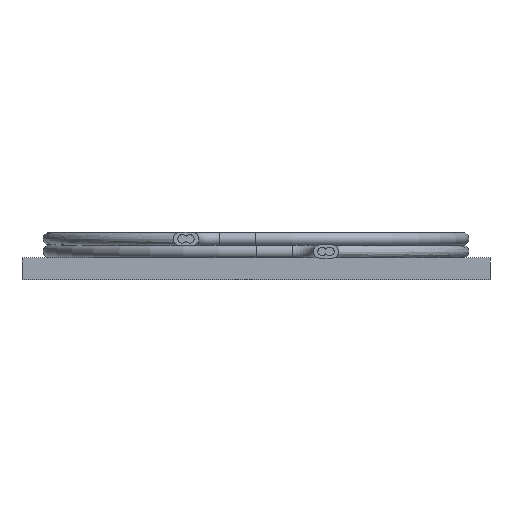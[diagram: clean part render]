
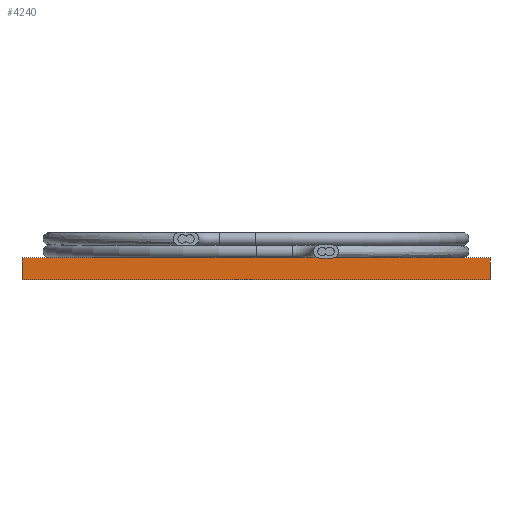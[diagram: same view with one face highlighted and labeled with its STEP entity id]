
A CAD part, front view. The second image highlights one B-rep face of the part: STEP entity #4240.
In plain terms, the highlighted face is planar.
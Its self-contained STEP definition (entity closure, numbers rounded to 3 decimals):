
#85=PLANE('',#4486);
#234=LINE('',#11241,#408);
#251=LINE('',#11376,#425);
#252=LINE('',#11378,#426);
#253=LINE('',#11380,#427);
#408=VECTOR('',#4980,1000.);
#425=VECTOR('',#4999,1000.);
#426=VECTOR('',#5000,1000.);
#427=VECTOR('',#5001,1000.);
#1222=ORIENTED_EDGE('',*,*,#1789,.T.);
#1223=ORIENTED_EDGE('',*,*,#1810,.F.);
#1224=ORIENTED_EDGE('',*,*,#1811,.F.);
#1225=ORIENTED_EDGE('',*,*,#1812,.T.);
#1789=EDGE_CURVE('',#2110,#2111,#234,.T.);
#1810=EDGE_CURVE('',#2130,#2111,#251,.T.);
#1811=EDGE_CURVE('',#2131,#2130,#252,.T.);
#1812=EDGE_CURVE('',#2131,#2110,#253,.T.);
#2110=VERTEX_POINT('',#11242);
#2111=VERTEX_POINT('',#11243);
#2130=VERTEX_POINT('',#11377);
#2131=VERTEX_POINT('',#11379);
#2486=EDGE_LOOP('',(#1222,#1223,#1224,#1225));
#2712=FACE_BOUND('',#2486,.T.);
#4240=ADVANCED_FACE('',(#2712),#85,.F.);
#4486=AXIS2_PLACEMENT_3D('',#11375,#4997,#4998);
#4980=DIRECTION('',(0.,-1.,0.));
#4997=DIRECTION('',(-1.,0.,0.));
#4998=DIRECTION('',(0.,0.,1.));
#4999=DIRECTION('',(0.,0.,1.));
#5000=DIRECTION('',(0.,-1.,0.));
#5001=DIRECTION('',(0.,0.,1.));
#11241=CARTESIAN_POINT('',(26.75,26.75,0.));
#11242=CARTESIAN_POINT('',(26.75,26.75,0.));
#11243=CARTESIAN_POINT('',(26.75,-26.75,0.));
#11375=CARTESIAN_POINT('',(26.75,26.75,-2.5));
#11376=CARTESIAN_POINT('',(26.75,-26.75,-2.5));
#11377=CARTESIAN_POINT('',(26.75,-26.75,-2.5));
#11378=CARTESIAN_POINT('',(26.75,26.75,-2.5));
#11379=CARTESIAN_POINT('',(26.75,26.75,-2.5));
#11380=CARTESIAN_POINT('',(26.75,26.75,-2.5));
